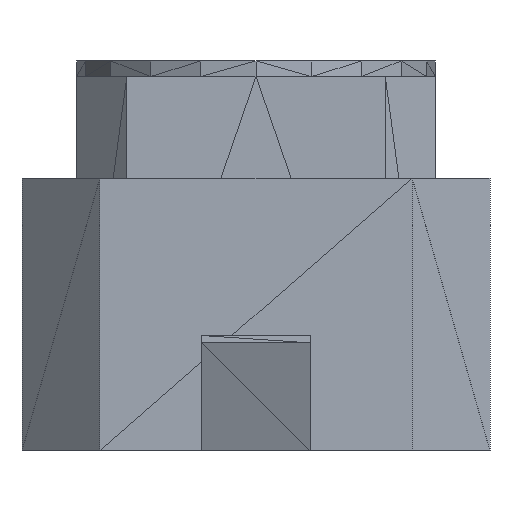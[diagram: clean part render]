
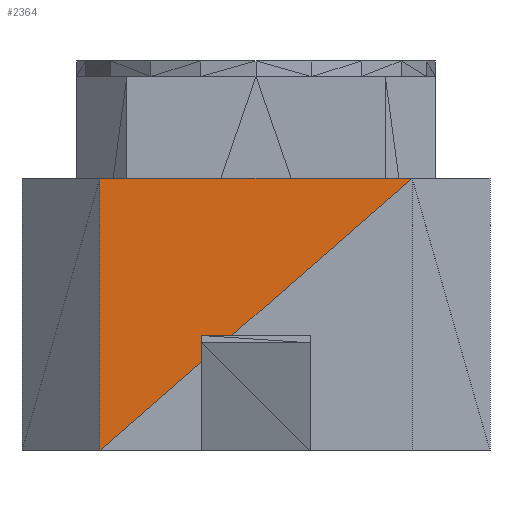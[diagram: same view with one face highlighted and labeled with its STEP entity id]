
A CAD part, left-side view. The second image highlights one B-rep face of the part: STEP entity #2364.
In plain terms, the highlighted planar face has unit normal (-1, 0, 0).
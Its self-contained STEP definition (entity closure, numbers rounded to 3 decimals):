
#2364 = ADVANCED_FACE('',(#2365),#2379,.T.);
#2365 = FACE_BOUND('',#2366,.T.);
#2366 = EDGE_LOOP('',(#2367,#2390,#2406));
#2367 = ORIENTED_EDGE('',*,*,#2368,.T.);
#2368 = EDGE_CURVE('',#2369,#2371,#2373,.T.);
#2369 = VERTEX_POINT('',#2370);
#2370 = CARTESIAN_POINT('',(-3.002,-12.001,3.5));
#2371 = VERTEX_POINT('',#2372);
#2372 = CARTESIAN_POINT('',(-3.002,-7.999,3.5));
#2373 = SURFACE_CURVE('',#2374,(#2378),.PCURVE_S1.);
#2374 = LINE('',#2375,#2376);
#2375 = CARTESIAN_POINT('',(-3.002,-12.001,3.5));
#2376 = VECTOR('',#2377,1.);
#2377 = DIRECTION('',(0.,1.,0.));
#2378 = PCURVE('',#2379,#2384);
#2379 = PLANE('',#2380);
#2380 = AXIS2_PLACEMENT_3D('',#2381,#2382,#2383);
#2381 = CARTESIAN_POINT('',(-3.002,-9.454,
    2.296));
#2382 = DIRECTION('',(-1.,0.,0.));
#2383 = DIRECTION('',(0.,-1.,0.));
#2384 = DEFINITIONAL_REPRESENTATION('',(#2385),#2389);
#2385 = LINE('',#2386,#2387);
#2386 = CARTESIAN_POINT('',(2.547,1.204));
#2387 = VECTOR('',#2388,1.);
#2388 = DIRECTION('',(-1.,0.));
#2389 = ( GEOMETRIC_REPRESENTATION_CONTEXT(2) 
PARAMETRIC_REPRESENTATION_CONTEXT() REPRESENTATION_CONTEXT('2D SPACE',''
  ) );
#2390 = ORIENTED_EDGE('',*,*,#2391,.T.);
#2391 = EDGE_CURVE('',#2371,#2392,#2394,.T.);
#2392 = VERTEX_POINT('',#2393);
#2393 = CARTESIAN_POINT('',(-3.002,-7.999,0.));
#2394 = SURFACE_CURVE('',#2395,(#2399),.PCURVE_S1.);
#2395 = LINE('',#2396,#2397);
#2396 = CARTESIAN_POINT('',(-3.002,-7.999,3.5));
#2397 = VECTOR('',#2398,1.);
#2398 = DIRECTION('',(0.,0.,-1.));
#2399 = PCURVE('',#2379,#2400);
#2400 = DEFINITIONAL_REPRESENTATION('',(#2401),#2405);
#2401 = LINE('',#2402,#2403);
#2402 = CARTESIAN_POINT('',(-1.455,1.204));
#2403 = VECTOR('',#2404,1.);
#2404 = DIRECTION('',(0.,-1.));
#2405 = ( GEOMETRIC_REPRESENTATION_CONTEXT(2) 
PARAMETRIC_REPRESENTATION_CONTEXT() REPRESENTATION_CONTEXT('2D SPACE',''
  ) );
#2406 = ORIENTED_EDGE('',*,*,#2407,.F.);
#2407 = EDGE_CURVE('',#2369,#2392,#2408,.T.);
#2408 = SURFACE_CURVE('',#2409,(#2413),.PCURVE_S1.);
#2409 = LINE('',#2410,#2411);
#2410 = CARTESIAN_POINT('',(-3.002,-12.001,3.5));
#2411 = VECTOR('',#2412,1.);
#2412 = DIRECTION('',(0.,0.753,-0.658));
#2413 = PCURVE('',#2379,#2414);
#2414 = DEFINITIONAL_REPRESENTATION('',(#2415),#2419);
#2415 = LINE('',#2416,#2417);
#2416 = CARTESIAN_POINT('',(2.547,1.204));
#2417 = VECTOR('',#2418,1.);
#2418 = DIRECTION('',(-0.753,-0.658));
#2419 = ( GEOMETRIC_REPRESENTATION_CONTEXT(2) 
PARAMETRIC_REPRESENTATION_CONTEXT() REPRESENTATION_CONTEXT('2D SPACE',''
  ) );
